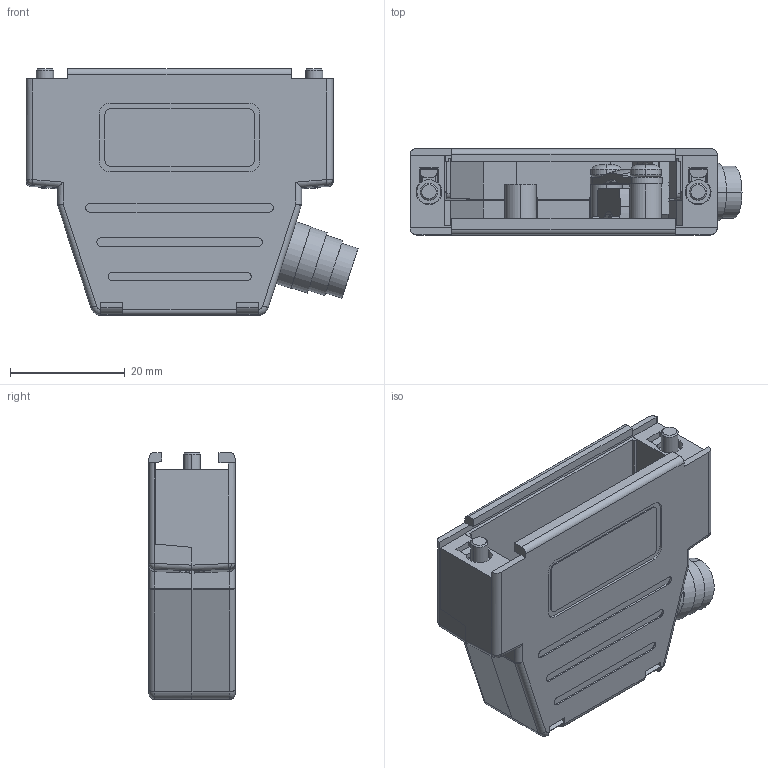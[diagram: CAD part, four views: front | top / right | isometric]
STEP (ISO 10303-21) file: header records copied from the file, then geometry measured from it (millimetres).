
FILE_DESCRIPTION (( 'STEP AP214' ), '1' );
FILE_NAME ('6688-9479-B2.STEP', '2023-01-17T13:23:22', ( '' ), ( '' ), 'SwSTEP 2.0', 'SolidWorks 2021', '' );
FILE_SCHEMA (( 'AUTOMOTIVE_DESIGN' ));
Length unit declared in the file: millimetre
Products named in the file (8): 6811-0132-05 Part 2; 6826-0133-01; 6822-0121-32; 6688-9479-B2; 6838-0109-32; 6855-0109-01; 6830-0106-01; 6811-0132-05 Part 1
Assembly tree (9 placements, depth 2):
  6688-9479-B2
    6811-0132-05 Part 1
    6811-0132-05 Part 2
    6822-0121-32
    6826-0133-01  x2
    6830-0106-01
    6838-0109-32
    6855-0109-01  x2
Bounding box: 57.84 x 15 x 43 mm (x, y, z)
Volume: 10686.1 mm3; surface area: 15921 mm2
Topology: 11 solids, 11 shells, 758 faces, 1980 edges, 1278 vertices
Faces by surface type: plane 482, cylinder 216, bspline 27, cone 13, torus 13, sphere 7
Entity records: 24615 total; most frequent: CARTESIAN_POINT 7511, ORIENTED_EDGE 3598, DIRECTION 3333, EDGE_CURVE 1799, LINE 1253, VECTOR 1253, VERTEX_POINT 1162, AXIS2_PLACEMENT_3D 1040
